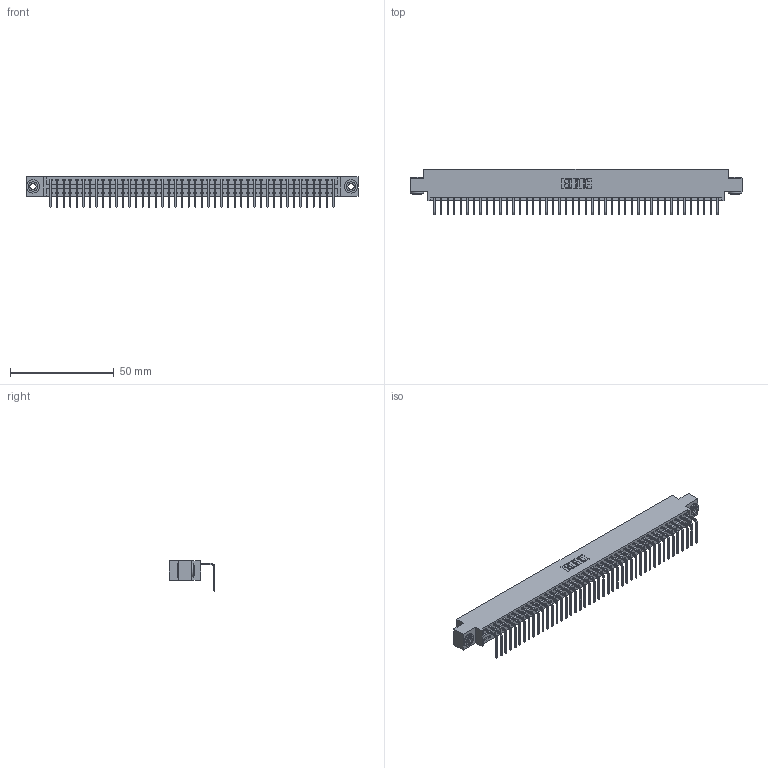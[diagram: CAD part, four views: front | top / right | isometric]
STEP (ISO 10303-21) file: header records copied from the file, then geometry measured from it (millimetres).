
FILE_DESCRIPTION (( 'STEP AP203' ), '1' );
FILE_NAME ('346-044-558-603.STEP', '2022-05-09T17:36:51', ( '' ), ( '' ), 'SwSTEP 2.0', 'SolidWorks 2020', '' );
FILE_SCHEMA (( 'CONFIG_CONTROL_DESIGN' ));
Length unit declared in the file: inch
Products named in the file (4): 345-250-002_345-250-002-102; 346 Part_0.170 Offset - 0.156 Dia-TH; 346-044-558-603; 345-292-001_558 Tail - 2
Assembly tree (47 placements, depth 2):
  346-044-558-603
    346 Part_0.170 Offset - 0.156 Dia-TH
    345-292-001_558 Tail - 2  x44
    345-250-002_345-250-002-102  x2
Bounding box: 160.27 x 22.16 x 14.73 mm (x, y, z)
Volume: 15348.8 mm3; surface area: 20492 mm2
Topology: 47 solids, 47 shells, 2818 faces, 8461 edges, 5578 vertices
Faces by surface type: plane 1952, cylinder 858, cone 8
Entity records: 28320 total; most frequent: CARTESIAN_POINT 4837, ORIENTED_EDGE 4806, DIRECTION 4293, EDGE_CURVE 2403, LINE 2071, VECTOR 2071, VERTEX_POINT 1598, AXIS2_PLACEMENT_3D 1111
